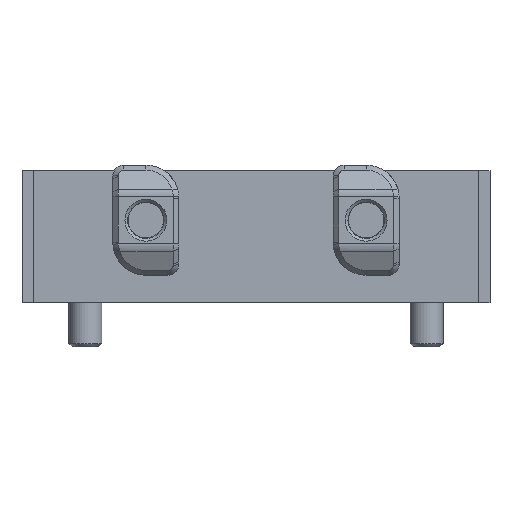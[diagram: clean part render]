
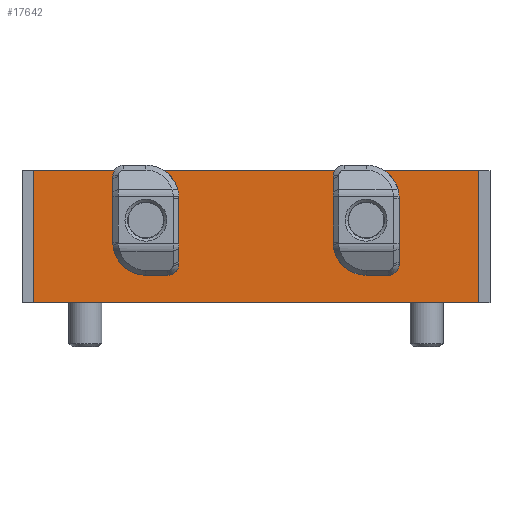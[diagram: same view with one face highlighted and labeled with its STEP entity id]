
A CAD part, front view. The second image highlights one B-rep face of the part: STEP entity #17642.
In plain terms, the highlighted face is planar.
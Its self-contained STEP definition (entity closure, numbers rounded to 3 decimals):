
#15332 = PLANE('',#15333);
#15333 = AXIS2_PLACEMENT_3D('',#15334,#15335,#15336);
#15334 = CARTESIAN_POINT('',(0.,0.,
    -0.851));
#15335 = DIRECTION('',(0.,1.,0.));
#15336 = DIRECTION('',(0.,0.,1.));
#15388 = PLANE('',#15389);
#15389 = AXIS2_PLACEMENT_3D('',#15390,#15391,#15392);
#15390 = CARTESIAN_POINT('',(0.,-12.,-0.851));
#15391 = DIRECTION('',(0.,1.,0.));
#15392 = DIRECTION('',(0.,0.,1.));
#16310 = VERTEX_POINT('',#16311);
#16311 = CARTESIAN_POINT('',(20.25,0.,
    -21.25));
#16325 = PLANE('',#16326);
#16326 = AXIS2_PLACEMENT_3D('',#16327,#16328,#16329);
#16327 = CARTESIAN_POINT('',(20.25,0.,
    -21.25));
#16328 = DIRECTION('',(1.,0.,0.));
#16329 = DIRECTION('',(0.,0.,-1.));
#16337 = EDGE_CURVE('',#16338,#16310,#16340,.T.);
#16338 = VERTEX_POINT('',#16339);
#16339 = CARTESIAN_POINT('',(-20.25,0.,-21.25)
  );
#16340 = SURFACE_CURVE('',#16341,(#16345,#16352),.PCURVE_S1.);
#16341 = LINE('',#16342,#16343);
#16342 = CARTESIAN_POINT('',(-20.25,0.,-21.25)
  );
#16343 = VECTOR('',#16344,1.);
#16344 = DIRECTION('',(1.,0.,0.));
#16345 = PCURVE('',#15332,#16346);
#16346 = DEFINITIONAL_REPRESENTATION('',(#16347),#16351);
#16347 = LINE('',#16348,#16349);
#16348 = CARTESIAN_POINT('',(-20.399,-20.25));
#16349 = VECTOR('',#16350,1.);
#16350 = DIRECTION('',(0.,1.));
#16351 = ( GEOMETRIC_REPRESENTATION_CONTEXT(2) 
PARAMETRIC_REPRESENTATION_CONTEXT() REPRESENTATION_CONTEXT('2D SPACE',''
  ) );
#16352 = PCURVE('',#16353,#16358);
#16353 = PLANE('',#16354);
#16354 = AXIS2_PLACEMENT_3D('',#16355,#16356,#16357);
#16355 = CARTESIAN_POINT('',(-20.25,0.,-21.25)
  );
#16356 = DIRECTION('',(0.,0.,1.));
#16357 = DIRECTION('',(1.,0.,0.));
#16358 = DEFINITIONAL_REPRESENTATION('',(#16359),#16363);
#16359 = LINE('',#16360,#16361);
#16360 = CARTESIAN_POINT('',(0.,0.));
#16361 = VECTOR('',#16362,1.);
#16362 = DIRECTION('',(1.,0.));
#16363 = ( GEOMETRIC_REPRESENTATION_CONTEXT(2) 
PARAMETRIC_REPRESENTATION_CONTEXT() REPRESENTATION_CONTEXT('2D SPACE',''
  ) );
#16379 = PLANE('',#16380);
#16380 = AXIS2_PLACEMENT_3D('',#16381,#16382,#16383);
#16381 = CARTESIAN_POINT('',(-20.25,0.,-22.25)
  );
#16382 = DIRECTION('',(-1.,0.,0.));
#16383 = DIRECTION('',(0.,0.,1.));
#16699 = VERTEX_POINT('',#16700);
#16700 = CARTESIAN_POINT('',(20.25,-12.,-21.25));
#16721 = EDGE_CURVE('',#16722,#16699,#16724,.T.);
#16722 = VERTEX_POINT('',#16723);
#16723 = CARTESIAN_POINT('',(-20.25,-12.,-21.25));
#16724 = SURFACE_CURVE('',#16725,(#16729,#16736),.PCURVE_S1.);
#16725 = LINE('',#16726,#16727);
#16726 = CARTESIAN_POINT('',(-20.25,-12.,-21.25));
#16727 = VECTOR('',#16728,1.);
#16728 = DIRECTION('',(1.,0.,0.));
#16729 = PCURVE('',#15388,#16730);
#16730 = DEFINITIONAL_REPRESENTATION('',(#16731),#16735);
#16731 = LINE('',#16732,#16733);
#16732 = CARTESIAN_POINT('',(-20.399,-20.25));
#16733 = VECTOR('',#16734,1.);
#16734 = DIRECTION('',(0.,1.));
#16735 = ( GEOMETRIC_REPRESENTATION_CONTEXT(2) 
PARAMETRIC_REPRESENTATION_CONTEXT() REPRESENTATION_CONTEXT('2D SPACE',''
  ) );
#16736 = PCURVE('',#16353,#16737);
#16737 = DEFINITIONAL_REPRESENTATION('',(#16738),#16742);
#16738 = LINE('',#16739,#16740);
#16739 = CARTESIAN_POINT('',(0.,-12.));
#16740 = VECTOR('',#16741,1.);
#16741 = DIRECTION('',(1.,0.));
#16742 = ( GEOMETRIC_REPRESENTATION_CONTEXT(2) 
PARAMETRIC_REPRESENTATION_CONTEXT() REPRESENTATION_CONTEXT('2D SPACE',''
  ) );
#17619 = EDGE_CURVE('',#16310,#16699,#17620,.T.);
#17620 = SURFACE_CURVE('',#17621,(#17625,#17632),.PCURVE_S1.);
#17621 = LINE('',#17622,#17623);
#17622 = CARTESIAN_POINT('',(20.25,0.,
    -21.25));
#17623 = VECTOR('',#17624,1.);
#17624 = DIRECTION('',(0.,-1.,0.));
#17625 = PCURVE('',#16325,#17626);
#17626 = DEFINITIONAL_REPRESENTATION('',(#17627),#17631);
#17627 = LINE('',#17628,#17629);
#17628 = CARTESIAN_POINT('',(0.,0.));
#17629 = VECTOR('',#17630,1.);
#17630 = DIRECTION('',(0.,-1.));
#17631 = ( GEOMETRIC_REPRESENTATION_CONTEXT(2) 
PARAMETRIC_REPRESENTATION_CONTEXT() REPRESENTATION_CONTEXT('2D SPACE',''
  ) );
#17632 = PCURVE('',#16353,#17633);
#17633 = DEFINITIONAL_REPRESENTATION('',(#17634),#17638);
#17634 = LINE('',#17635,#17636);
#17635 = CARTESIAN_POINT('',(40.5,0.));
#17636 = VECTOR('',#17637,1.);
#17637 = DIRECTION('',(0.,-1.));
#17638 = ( GEOMETRIC_REPRESENTATION_CONTEXT(2) 
PARAMETRIC_REPRESENTATION_CONTEXT() REPRESENTATION_CONTEXT('2D SPACE',''
  ) );
#17642 = ADVANCED_FACE('',(#17643,#17669,#17703),#16353,.F.);
#17643 = FACE_BOUND('',#17644,.F.);
#17644 = EDGE_LOOP('',(#17645,#17666,#17667,#17668));
#17645 = ORIENTED_EDGE('',*,*,#17646,.T.);
#17646 = EDGE_CURVE('',#16338,#16722,#17647,.T.);
#17647 = SURFACE_CURVE('',#17648,(#17652,#17659),.PCURVE_S1.);
#17648 = LINE('',#17649,#17650);
#17649 = CARTESIAN_POINT('',(-20.25,0.,-21.25)
  );
#17650 = VECTOR('',#17651,1.);
#17651 = DIRECTION('',(0.,-1.,0.));
#17652 = PCURVE('',#16353,#17653);
#17653 = DEFINITIONAL_REPRESENTATION('',(#17654),#17658);
#17654 = LINE('',#17655,#17656);
#17655 = CARTESIAN_POINT('',(0.,0.));
#17656 = VECTOR('',#17657,1.);
#17657 = DIRECTION('',(0.,-1.));
#17658 = ( GEOMETRIC_REPRESENTATION_CONTEXT(2) 
PARAMETRIC_REPRESENTATION_CONTEXT() REPRESENTATION_CONTEXT('2D SPACE',''
  ) );
#17659 = PCURVE('',#16379,#17660);
#17660 = DEFINITIONAL_REPRESENTATION('',(#17661),#17665);
#17661 = LINE('',#17662,#17663);
#17662 = CARTESIAN_POINT('',(1.,0.));
#17663 = VECTOR('',#17664,1.);
#17664 = DIRECTION('',(0.,-1.));
#17665 = ( GEOMETRIC_REPRESENTATION_CONTEXT(2) 
PARAMETRIC_REPRESENTATION_CONTEXT() REPRESENTATION_CONTEXT('2D SPACE',''
  ) );
#17666 = ORIENTED_EDGE('',*,*,#16721,.T.);
#17667 = ORIENTED_EDGE('',*,*,#17619,.F.);
#17668 = ORIENTED_EDGE('',*,*,#16337,.F.);
#17669 = FACE_BOUND('',#17670,.F.);
#17670 = EDGE_LOOP('',(#17671));
#17671 = ORIENTED_EDGE('',*,*,#17672,.T.);
#17672 = EDGE_CURVE('',#17673,#17673,#17675,.T.);
#17673 = VERTEX_POINT('',#17674);
#17674 = CARTESIAN_POINT('',(-7.75,-7.5,-21.25));
#17675 = SURFACE_CURVE('',#17676,(#17681,#17692),.PCURVE_S1.);
#17676 = CIRCLE('',#17677,2.25);
#17677 = AXIS2_PLACEMENT_3D('',#17678,#17679,#17680);
#17678 = CARTESIAN_POINT('',(-10.,-7.5,-21.25));
#17679 = DIRECTION('',(0.,0.,-1.));
#17680 = DIRECTION('',(1.,0.,0.));
#17681 = PCURVE('',#16353,#17682);
#17682 = DEFINITIONAL_REPRESENTATION('',(#17683),#17691);
#17683 = ( BOUNDED_CURVE() B_SPLINE_CURVE(2,(#17684,#17685,#17686,#17687
    ,#17688,#17689,#17690),.UNSPECIFIED.,.T.,.F.) 
B_SPLINE_CURVE_WITH_KNOTS((1,2,2,2,2,1),(-2.094,0.,
    2.094,4.189,6.283,8.378),
.UNSPECIFIED.) CURVE() GEOMETRIC_REPRESENTATION_ITEM() 
RATIONAL_B_SPLINE_CURVE((1.,0.5,1.,0.5,1.,0.5,1.)) REPRESENTATION_ITEM(
  '') );
#17684 = CARTESIAN_POINT('',(12.5,-7.5));
#17685 = CARTESIAN_POINT('',(12.5,-11.397));
#17686 = CARTESIAN_POINT('',(9.125,-9.449));
#17687 = CARTESIAN_POINT('',(5.75,-7.5));
#17688 = CARTESIAN_POINT('',(9.125,-5.551));
#17689 = CARTESIAN_POINT('',(12.5,-3.603));
#17690 = CARTESIAN_POINT('',(12.5,-7.5));
#17691 = ( GEOMETRIC_REPRESENTATION_CONTEXT(2) 
PARAMETRIC_REPRESENTATION_CONTEXT() REPRESENTATION_CONTEXT('2D SPACE',''
  ) );
#17692 = PCURVE('',#17693,#17698);
#17693 = CYLINDRICAL_SURFACE('',#17694,2.25);
#17694 = AXIS2_PLACEMENT_3D('',#17695,#17696,#17697);
#17695 = CARTESIAN_POINT('',(-10.,-7.5,-13.25));
#17696 = DIRECTION('',(0.,0.,-1.));
#17697 = DIRECTION('',(1.,0.,0.));
#17698 = DEFINITIONAL_REPRESENTATION('',(#17699),#17702);
#17699 = B_SPLINE_CURVE_WITH_KNOTS('',1,(#17700,#17701),.UNSPECIFIED.,
  .F.,.F.,(2,2),(0.,6.283),.PIECEWISE_BEZIER_KNOTS.);
#17700 = CARTESIAN_POINT('',(-6.283,8.));
#17701 = CARTESIAN_POINT('',(0.,8.));
#17702 = ( GEOMETRIC_REPRESENTATION_CONTEXT(2) 
PARAMETRIC_REPRESENTATION_CONTEXT() REPRESENTATION_CONTEXT('2D SPACE',''
  ) );
#17703 = FACE_BOUND('',#17704,.F.);
#17704 = EDGE_LOOP('',(#17705));
#17705 = ORIENTED_EDGE('',*,*,#17706,.T.);
#17706 = EDGE_CURVE('',#17707,#17707,#17709,.T.);
#17707 = VERTEX_POINT('',#17708);
#17708 = CARTESIAN_POINT('',(12.25,-7.5,-21.25));
#17709 = SURFACE_CURVE('',#17710,(#17715,#17726),.PCURVE_S1.);
#17710 = CIRCLE('',#17711,2.25);
#17711 = AXIS2_PLACEMENT_3D('',#17712,#17713,#17714);
#17712 = CARTESIAN_POINT('',(10.,-7.5,-21.25));
#17713 = DIRECTION('',(0.,0.,-1.));
#17714 = DIRECTION('',(1.,0.,0.));
#17715 = PCURVE('',#16353,#17716);
#17716 = DEFINITIONAL_REPRESENTATION('',(#17717),#17725);
#17717 = ( BOUNDED_CURVE() B_SPLINE_CURVE(2,(#17718,#17719,#17720,#17721
    ,#17722,#17723,#17724),.UNSPECIFIED.,.T.,.F.) 
B_SPLINE_CURVE_WITH_KNOTS((1,2,2,2,2,1),(-2.094,0.,
    2.094,4.189,6.283,8.378),
.UNSPECIFIED.) CURVE() GEOMETRIC_REPRESENTATION_ITEM() 
RATIONAL_B_SPLINE_CURVE((1.,0.5,1.,0.5,1.,0.5,1.)) REPRESENTATION_ITEM(
  '') );
#17718 = CARTESIAN_POINT('',(32.5,-7.5));
#17719 = CARTESIAN_POINT('',(32.5,-11.397));
#17720 = CARTESIAN_POINT('',(29.125,-9.449));
#17721 = CARTESIAN_POINT('',(25.75,-7.5));
#17722 = CARTESIAN_POINT('',(29.125,-5.551));
#17723 = CARTESIAN_POINT('',(32.5,-3.603));
#17724 = CARTESIAN_POINT('',(32.5,-7.5));
#17725 = ( GEOMETRIC_REPRESENTATION_CONTEXT(2) 
PARAMETRIC_REPRESENTATION_CONTEXT() REPRESENTATION_CONTEXT('2D SPACE',''
  ) );
#17726 = PCURVE('',#17727,#17732);
#17727 = CYLINDRICAL_SURFACE('',#17728,2.25);
#17728 = AXIS2_PLACEMENT_3D('',#17729,#17730,#17731);
#17729 = CARTESIAN_POINT('',(10.,-7.5,-13.25));
#17730 = DIRECTION('',(0.,0.,-1.));
#17731 = DIRECTION('',(1.,0.,0.));
#17732 = DEFINITIONAL_REPRESENTATION('',(#17733),#17736);
#17733 = B_SPLINE_CURVE_WITH_KNOTS('',1,(#17734,#17735),.UNSPECIFIED.,
  .F.,.F.,(2,2),(0.,6.283),.PIECEWISE_BEZIER_KNOTS.);
#17734 = CARTESIAN_POINT('',(-6.283,8.));
#17735 = CARTESIAN_POINT('',(0.,8.));
#17736 = ( GEOMETRIC_REPRESENTATION_CONTEXT(2) 
PARAMETRIC_REPRESENTATION_CONTEXT() REPRESENTATION_CONTEXT('2D SPACE',''
  ) );
